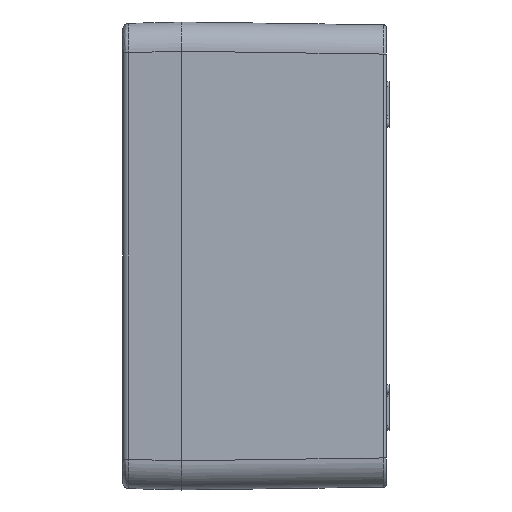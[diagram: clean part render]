
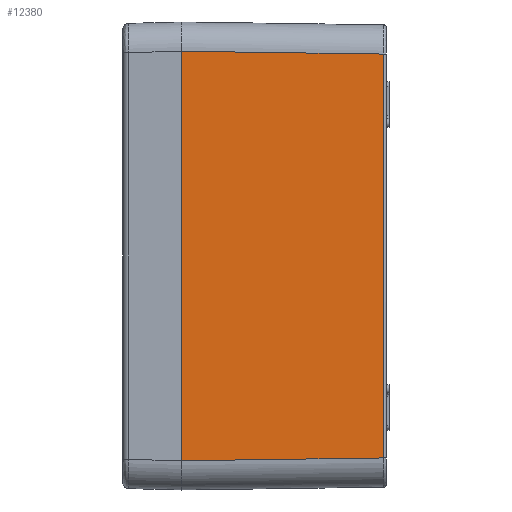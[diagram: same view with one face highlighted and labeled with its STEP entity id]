
A CAD part, left-side view. The second image highlights one B-rep face of the part: STEP entity #12380.
In plain terms, the highlighted planar face has unit normal (-1, -0.014, 0).
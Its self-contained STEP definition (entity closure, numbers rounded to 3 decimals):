
#178 = CARTESIAN_POINT ( 'NONE',  ( -180., 70., 70.001 ) ) ;
#1203 = CARTESIAN_POINT ( 'NONE',  ( -180., 70., -70.001 ) ) ;
#1604 = EDGE_LOOP ( 'NONE', ( #17260, #11168, #10767, #8964 ) ) ;
#2036 = DIRECTION ( 'NONE',  ( 0., 0., 1. ) ) ;
#2145 = CARTESIAN_POINT ( 'NONE',  ( -179.036, 0.986, 69.037 ) ) ;
#3456 = CARTESIAN_POINT ( 'NONE',  ( -180., 70., -70.001 ) ) ;
#5917 = CARTESIAN_POINT ( 'NONE',  ( -180., 70., 70.001 ) ) ;
#6256 = VERTEX_POINT ( 'NONE', #20212 ) ;
#6409 = CARTESIAN_POINT ( 'NONE',  ( -179.036, 0.986, -69.037 ) ) ;
#6521 = VERTEX_POINT ( 'NONE', #6409 ) ;
#6634 = CARTESIAN_POINT ( 'NONE',  ( -179.036, 0.986, -69.037 ) ) ;
#8353 = CARTESIAN_POINT ( 'NONE',  ( -179.036, 0.986, -23.012 ) ) ;
#8520 = CARTESIAN_POINT ( 'NONE',  ( -179.358, 23.991, 69.359 ) ) ;
#8691 = DIRECTION ( 'NONE',  ( -1., -0.014, 0. ) ) ;
#8805 = FACE_OUTER_BOUND ( 'NONE', #1604, .T. ) ;
#8964 = ORIENTED_EDGE ( 'NONE', *, *, #10185, .F. ) ;
#9052 = AXIS2_PLACEMENT_3D ( 'NONE', #10614, #8691, #15313 ) ;
#9686 = CARTESIAN_POINT ( 'NONE',  ( -179.679, 46.995, -69.68 ) ) ;
#9956 = CARTESIAN_POINT ( 'NONE',  ( -179.036, 0.986, 23.012 ) ) ;
#10102 = CARTESIAN_POINT ( 'NONE',  ( -179.358, 23.991, -69.359 ) ) ;
#10166 = CARTESIAN_POINT ( 'NONE',  ( -180., 70., -70.001 ) ) ;
#10185 = EDGE_CURVE ( 'NONE', #6256, #6521, #13825, .T. ) ;
#10255 = EDGE_CURVE ( 'NONE', #19519, #20965, #10397, .T. ) ;
#10397 = LINE ( 'NONE', #10166, #18519 ) ;
#10614 = CARTESIAN_POINT ( 'NONE',  ( -180., 70., -86.2 ) ) ;
#10767 = ORIENTED_EDGE ( 'NONE', *, *, #20046, .T. ) ;
#10841 = CARTESIAN_POINT ( 'NONE',  ( -179.036, 0.986, 69.037 ) ) ;
#11168 = ORIENTED_EDGE ( 'NONE', *, *, #10255, .F. ) ;
#12380 = ADVANCED_FACE ( 'NONE', ( #8805 ), #16696, .T. ) ;
#13825 = B_SPLINE_CURVE_WITH_KNOTS ( 'NONE', 3,
 ( #2145, #9956, #8353, #6634 ),
 .UNSPECIFIED., .F., .F.,
 ( 4, 4 ),
 ( 0., 1. ),
 .UNSPECIFIED. ) ;
#15294 = B_SPLINE_CURVE_WITH_KNOTS ( 'NONE', 3,
 ( #3456, #9686, #10102, #17786 ),
 .UNSPECIFIED., .F., .F.,
 ( 4, 4 ),
 ( 0., 1. ),
 .UNSPECIFIED. ) ;
#15313 = DIRECTION ( 'NONE',  ( -0.014, 1., 0. ) ) ;
#16696 = PLANE ( 'NONE',  #9052 ) ;
#16743 = CARTESIAN_POINT ( 'NONE',  ( -179.679, 46.995, 69.68 ) ) ;
#17260 = ORIENTED_EDGE ( 'NONE', *, *, #17672, .F. ) ;
#17672 = EDGE_CURVE ( 'NONE', #20965, #6256, #19685, .T. ) ;
#17786 = CARTESIAN_POINT ( 'NONE',  ( -179.036, 0.986, -69.037 ) ) ;
#18519 = VECTOR ( 'NONE', #2036, 1000. ) ;
#19519 = VERTEX_POINT ( 'NONE', #1203 ) ;
#19685 = B_SPLINE_CURVE_WITH_KNOTS ( 'NONE', 3,
 ( #5917, #16743, #8520, #10841 ),
 .UNSPECIFIED., .F., .F.,
 ( 4, 4 ),
 ( 0., 1. ),
 .UNSPECIFIED. ) ;
#20046 = EDGE_CURVE ( 'NONE', #19519, #6521, #15294, .T. ) ;
#20212 = CARTESIAN_POINT ( 'NONE',  ( -179.036, 0.986, 69.037 ) ) ;
#20965 = VERTEX_POINT ( 'NONE', #178 ) ;
